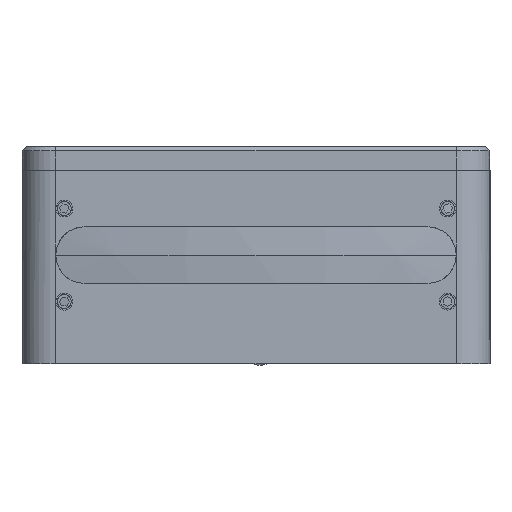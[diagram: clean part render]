
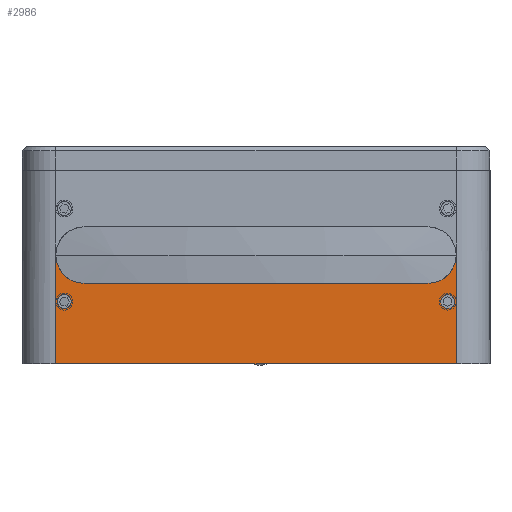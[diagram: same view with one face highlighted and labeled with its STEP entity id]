
A CAD part, front view. The second image highlights one B-rep face of the part: STEP entity #2986.
In plain terms, the highlighted planar face has unit normal (0, -1, 0).
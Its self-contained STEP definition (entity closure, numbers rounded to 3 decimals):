
#154 = AXIS2_PLACEMENT_3D ( 'NONE', #12558, #12554, #12532 ) ;
#217 = CIRCLE ( 'NONE', #5089, 1.25 ) ;
#521 = VERTEX_POINT ( 'NONE', #17346 ) ;
#865 = VERTEX_POINT ( 'NONE', #5185 ) ;
#945 = CARTESIAN_POINT ( 'NONE',  ( 17.061, -141.607, -19.25 ) ) ;
#1451 = LINE ( 'NONE', #13671, #6726 ) ;
#1660 = CARTESIAN_POINT ( 'NONE',  ( -52.439, -141.607, -9.5 ) ) ;
#1707 = CARTESIAN_POINT ( 'NONE',  ( 12.061, -141.607, -5. ) ) ;
#1812 = AXIS2_PLACEMENT_3D ( 'NONE', #17427, #17394, #17235 ) ;
#1924 = EDGE_CURVE ( 'NONE', #3170, #12445, #217, .T. ) ;
#2417 = DIRECTION ( 'NONE',  ( 0., 0., 1. ) ) ;
#2442 = DIRECTION ( 'NONE',  ( 0., -1., 0. ) ) ;
#2462 = CARTESIAN_POINT ( 'NONE',  ( 12.061, -141.607, 0. ) ) ;
#2642 = AXIS2_PLACEMENT_3D ( 'NONE', #2462, #2442, #2417 ) ;
#2986 = ADVANCED_FACE ( 'NONE', ( #14198, #15702, #6608 ), #5220, .F. ) ;
#3111 = ORIENTED_EDGE ( 'NONE', *, *, #7093, .F. ) ;
#3170 = VERTEX_POINT ( 'NONE', #3837 ) ;
#3249 = AXIS2_PLACEMENT_3D ( 'NONE', #5013, #5012, #4998 ) ;
#3465 = EDGE_CURVE ( 'NONE', #7668, #11420, #16033, .T. ) ;
#3573 = ORIENTED_EDGE ( 'NONE', *, *, #3719, .F. ) ;
#3719 = EDGE_CURVE ( 'NONE', #12445, #3170, #9537, .T. ) ;
#3747 = ORIENTED_EDGE ( 'NONE', *, *, #5599, .T. ) ;
#3837 = CARTESIAN_POINT ( 'NONE',  ( -52.439, -141.607, -7. ) ) ;
#3974 = VECTOR ( 'NONE', #6438, 1000. ) ;
#4363 = VERTEX_POINT ( 'NONE', #945 ) ;
#4481 = EDGE_LOOP ( 'NONE', ( #14354, #5523, #15314, #14246, #3747, #5907 ) ) ;
#4487 = AXIS2_PLACEMENT_3D ( 'NONE', #13786, #13766, #13728 ) ;
#4995 = EDGE_CURVE ( 'NONE', #7275, #521, #5956, .T. ) ;
#4998 = DIRECTION ( 'NONE',  ( 0., 0., 1. ) ) ;
#5012 = DIRECTION ( 'NONE',  ( 0., 1., 0. ) ) ;
#5013 = CARTESIAN_POINT ( 'NONE',  ( 17.061, -141.607, 216.432 ) ) ;
#5089 = AXIS2_PLACEMENT_3D ( 'NONE', #11538, #11519, #11502 ) ;
#5108 = LINE ( 'NONE', #6711, #3974 ) ;
#5185 = CARTESIAN_POINT ( 'NONE',  ( -53.939, -141.607, 0. ) ) ;
#5220 = PLANE ( 'NONE',  #3249 ) ;
#5523 = ORIENTED_EDGE ( 'NONE', *, *, #3465, .F. ) ;
#5599 = EDGE_CURVE ( 'NONE', #865, #15862, #7449, .T. ) ;
#5907 = ORIENTED_EDGE ( 'NONE', *, *, #9821, .T. ) ;
#5956 = CIRCLE ( 'NONE', #154, 1.25 ) ;
#6438 = DIRECTION ( 'NONE',  ( 1., 0., 0. ) ) ;
#6608 = FACE_BOUND ( 'NONE', #12360, .T. ) ;
#6711 = CARTESIAN_POINT ( 'NONE',  ( -48.939, -141.607, -5. ) ) ;
#6726 = VECTOR ( 'NONE', #12625, 1000. ) ;
#7093 = EDGE_CURVE ( 'NONE', #521, #7275, #10096, .T. ) ;
#7222 = EDGE_CURVE ( 'NONE', #11420, #4363, #1451, .T. ) ;
#7275 = VERTEX_POINT ( 'NONE', #9609 ) ;
#7449 = LINE ( 'NONE', #8922, #11769 ) ;
#7643 = CARTESIAN_POINT ( 'NONE',  ( -53.939, -141.607, -19.25 ) ) ;
#7668 = VERTEX_POINT ( 'NONE', #1707 ) ;
#8639 = CARTESIAN_POINT ( 'NONE',  ( 17.061, -141.607, 0. ) ) ;
#8859 = DIRECTION ( 'NONE',  ( 0., 0., -1. ) ) ;
#8922 = CARTESIAN_POINT ( 'NONE',  ( -53.939, -141.607, 216.432 ) ) ;
#9195 = EDGE_CURVE ( 'NONE', #14525, #7668, #5108, .T. ) ;
#9537 = CIRCLE ( 'NONE', #1812, 1.25 ) ;
#9609 = CARTESIAN_POINT ( 'NONE',  ( 15.561, -141.607, -7. ) ) ;
#9821 = EDGE_CURVE ( 'NONE', #15862, #4363, #17343, .T. ) ;
#10096 = CIRCLE ( 'NONE', #15518, 1.25 ) ;
#10555 = CARTESIAN_POINT ( 'NONE',  ( -48.939, -141.607, -5. ) ) ;
#11420 = VERTEX_POINT ( 'NONE', #8639 ) ;
#11502 = DIRECTION ( 'NONE',  ( 0., 0., -1. ) ) ;
#11519 = DIRECTION ( 'NONE',  ( 0., -1., 0. ) ) ;
#11538 = CARTESIAN_POINT ( 'NONE',  ( -52.439, -141.607, -8.25 ) ) ;
#11769 = VECTOR ( 'NONE', #8859, 1000. ) ;
#12360 = EDGE_LOOP ( 'NONE', ( #3573, #14292 ) ) ;
#12445 = VERTEX_POINT ( 'NONE', #1660 ) ;
#12532 = DIRECTION ( 'NONE',  ( 0., 0., -1. ) ) ;
#12554 = DIRECTION ( 'NONE',  ( 0., -1., 0. ) ) ;
#12558 = CARTESIAN_POINT ( 'NONE',  ( 15.561, -141.607, -8.25 ) ) ;
#12625 = DIRECTION ( 'NONE',  ( 0., 0., -1. ) ) ;
#12722 = CIRCLE ( 'NONE', #4487, 5. ) ;
#13671 = CARTESIAN_POINT ( 'NONE',  ( 17.061, -141.607, 216.432 ) ) ;
#13728 = DIRECTION ( 'NONE',  ( 0., 0., 1. ) ) ;
#13766 = DIRECTION ( 'NONE',  ( 0., -1., 0. ) ) ;
#13786 = CARTESIAN_POINT ( 'NONE',  ( -48.939, -141.607, 0. ) ) ;
#13958 = EDGE_CURVE ( 'NONE', #865, #14525, #12722, .T. ) ;
#14062 = ORIENTED_EDGE ( 'NONE', *, *, #4995, .F. ) ;
#14156 = EDGE_LOOP ( 'NONE', ( #3111, #14062 ) ) ;
#14173 = CARTESIAN_POINT ( 'NONE',  ( 17.061, -141.607, -19.25 ) ) ;
#14198 = FACE_OUTER_BOUND ( 'NONE', #4481, .T. ) ;
#14246 = ORIENTED_EDGE ( 'NONE', *, *, #13958, .F. ) ;
#14292 = ORIENTED_EDGE ( 'NONE', *, *, #1924, .F. ) ;
#14354 = ORIENTED_EDGE ( 'NONE', *, *, #7222, .F. ) ;
#14525 = VERTEX_POINT ( 'NONE', #10555 ) ;
#14629 = DIRECTION ( 'NONE',  ( 0., 0., -1. ) ) ;
#14807 = DIRECTION ( 'NONE',  ( 0., -1., 0. ) ) ;
#14877 = CARTESIAN_POINT ( 'NONE',  ( 15.561, -141.607, -8.25 ) ) ;
#14937 = DIRECTION ( 'NONE',  ( 1., 0., 0. ) ) ;
#15314 = ORIENTED_EDGE ( 'NONE', *, *, #9195, .F. ) ;
#15518 = AXIS2_PLACEMENT_3D ( 'NONE', #14877, #14807, #14629 ) ;
#15702 = FACE_BOUND ( 'NONE', #14156, .T. ) ;
#15862 = VERTEX_POINT ( 'NONE', #7643 ) ;
#16033 = CIRCLE ( 'NONE', #2642, 5. ) ;
#17235 = DIRECTION ( 'NONE',  ( 0., 0., -1. ) ) ;
#17327 = VECTOR ( 'NONE', #14937, 1000. ) ;
#17343 = LINE ( 'NONE', #14173, #17327 ) ;
#17346 = CARTESIAN_POINT ( 'NONE',  ( 15.561, -141.607, -9.5 ) ) ;
#17394 = DIRECTION ( 'NONE',  ( 0., -1., 0. ) ) ;
#17427 = CARTESIAN_POINT ( 'NONE',  ( -52.439, -141.607, -8.25 ) ) ;
